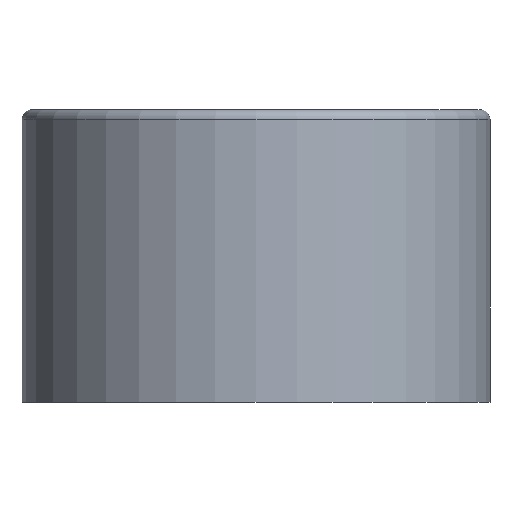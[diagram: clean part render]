
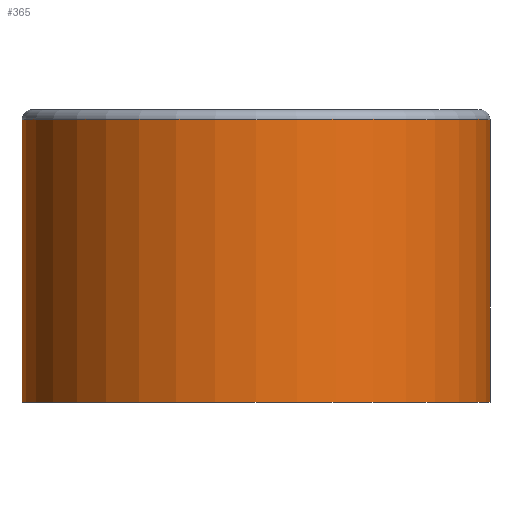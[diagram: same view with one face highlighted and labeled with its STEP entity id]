
A CAD part, front view. The second image highlights one B-rep face of the part: STEP entity #365.
In plain terms, the highlighted cylindrical face has radius 12 mm (diameter 24 mm), a partial arc.
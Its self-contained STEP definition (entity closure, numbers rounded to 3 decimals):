
#63=CARTESIAN_POINT('POINT6',(12.,0.,0.))
   ;
#64=VERTEX_POINT('VERTEX6',#63);
#65=CARTESIAN_POINT('POINT7',(12.,0.,14.5)
   );
#66=VERTEX_POINT('VERTEX7',#65);
#67=CARTESIAN_POINT('POS8',(12.,0.,0.));
#68=DIRECTION('DIR13',(0.,0.,1.));
#69=VECTOR('VEC3',#68,1.);
#70=LINE('STRAIGHT3',#67,#69);
#71=EDGE_CURVE('EDGE7',#64,#66,#70,.T.);
#75=CARTESIAN_POINT('POS9',(0.,0.,0.));
#76=DIRECTION('DIR14',(0.,0.,-1.));
#77=DIRECTION('DIR15',(0.,1.,0.));
#78=AXIS2_PLACEMENT_3D('AXIS6',#75,#76,#77);
#79=CIRCLE('ELLIPSE4',#78,12.);
#99=CARTESIAN_POINT('POS12',(0.,0.,0.));
#100=DIRECTION('DIR19',(0.,0.,1.));
#101=DIRECTION('DIR20',(1.,0.,0.));
#102=AXIS2_PLACEMENT_3D('AXIS8',#99,#100,#101);
#103=CYLINDRICAL_SURFACE('CONE_SURF2',#102,12.);
#138=CARTESIAN_POINT('POINT12',(-12.,0.,0.
   ));
#139=VERTEX_POINT('VERTEX12',#138);
#140=EDGE_CURVE('EDGE14',#64,#139,#79,.T.);
#346=ORIENTED_EDGE('COEDGE53',*,*,#71,.T.);
#347=CARTESIAN_POINT('POINT24',(-12.,0.,
   14.5));
#348=VERTEX_POINT('VERTEX24',#347);
#349=CARTESIAN_POINT('POS40',(0.,0.,14.5));
#350=DIRECTION('DIR65',(0.,0.,1.));
#351=DIRECTION('DIR66',(-0.707,0.707,
   0.));
#352=AXIS2_PLACEMENT_3D('AXIS26',#349,#350,#351);
#353=CIRCLE('ELLIPSE16',#352,12.);
#354=EDGE_CURVE('EDGE34',#348,#66,#353,.T.);
#355=ORIENTED_EDGE('COEDGE54',*,*,#354,.F.);
#356=CARTESIAN_POINT('POS41',(-12.,0.,0.))
   ;
#357=DIRECTION('DIR67',(0.,0.,-1.));
#358=VECTOR('VEC15',#357,1.);
#359=LINE('STRAIGHT15',#356,#358);
#360=EDGE_CURVE('EDGE35',#348,#139,#359,.T.);
#361=ORIENTED_EDGE('COEDGE55',*,*,#360,.T.);
#362=ORIENTED_EDGE('COEDGE56',*,*,#140,.F.);
#363=EDGE_LOOP('NONE',(#346,#355,#361,#362));
#364=FACE_BOUND('LOOP1',#363,.T.);
#365=ADVANCED_FACE('FACE12',(#364),#103,.T.);
